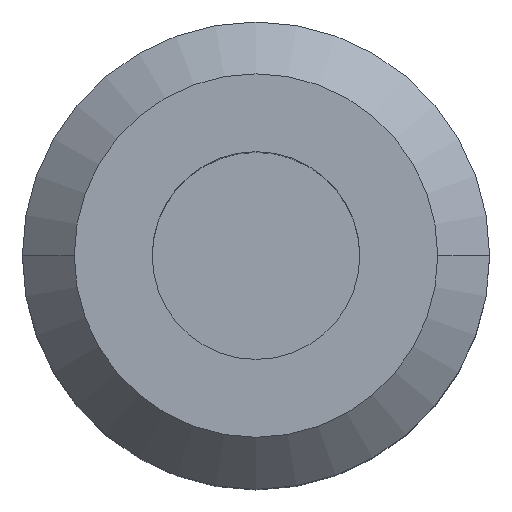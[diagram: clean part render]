
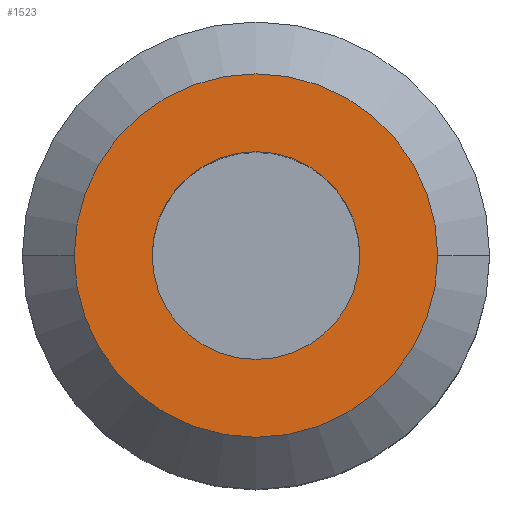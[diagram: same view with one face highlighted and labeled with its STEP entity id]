
A CAD part, top view. The second image highlights one B-rep face of the part: STEP entity #1523.
In plain terms, the highlighted planar face has unit normal (0, 0, 1).
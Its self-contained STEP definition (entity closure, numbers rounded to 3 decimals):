
#16 = AXIS2_PLACEMENT_3D ( 'NONE', #766, #422, #1252 ) ;
#22 = CARTESIAN_POINT ( 'NONE',  ( 0., 0., 101.6 ) ) ;
#57 = VERTEX_POINT ( 'NONE', #169 ) ;
#77 = CARTESIAN_POINT ( 'NONE',  ( 0., 0., 101.6 ) ) ;
#110 = EDGE_LOOP ( 'NONE', ( #1235, #516 ) ) ;
#146 = DIRECTION ( 'NONE',  ( 1., 0., 0. ) ) ;
#169 = CARTESIAN_POINT ( 'NONE',  ( 28., 0., 101.6 ) ) ;
#195 = DIRECTION ( 'NONE',  ( 1., 0., 0. ) ) ;
#218 = AXIS2_PLACEMENT_3D ( 'NONE', #22, #852, #146 ) ;
#254 = EDGE_CURVE ( 'NONE', #605, #1001, #721, .T. ) ;
#422 = DIRECTION ( 'NONE',  ( 0., 0., -1. ) ) ;
#495 = EDGE_CURVE ( 'NONE', #1001, #605, #735, .T. ) ;
#516 = ORIENTED_EDGE ( 'NONE', *, *, #254, .T. ) ;
#538 = CARTESIAN_POINT ( 'NONE',  ( 0., 0., 101.6 ) ) ;
#605 = VERTEX_POINT ( 'NONE', #1145 ) ;
#615 = CARTESIAN_POINT ( 'NONE',  ( -28., 0., 101.6 ) ) ;
#654 = DIRECTION ( 'NONE',  ( -1., 0., 0. ) ) ;
#671 = CARTESIAN_POINT ( 'NONE',  ( -16., 0., 101.6 ) ) ;
#680 = CARTESIAN_POINT ( 'NONE',  ( 0., 0., 101.6 ) ) ;
#693 = AXIS2_PLACEMENT_3D ( 'NONE', #680, #1519, #795 ) ;
#720 = ORIENTED_EDGE ( 'NONE', *, *, #892, .T. ) ;
#721 = CIRCLE ( 'NONE', #693, 16. ) ;
#729 = EDGE_LOOP ( 'NONE', ( #720, #793 ) ) ;
#735 = CIRCLE ( 'NONE', #896, 16. ) ;
#751 = CIRCLE ( 'NONE', #218, 28. ) ;
#766 = CARTESIAN_POINT ( 'NONE',  ( 0., 28., 101.6 ) ) ;
#793 = ORIENTED_EDGE ( 'NONE', *, *, #1348, .T. ) ;
#795 = DIRECTION ( 'NONE',  ( -1., 0., 0. ) ) ;
#852 = DIRECTION ( 'NONE',  ( 0., 0., 1. ) ) ;
#885 = FACE_BOUND ( 'NONE', #110, .T. ) ;
#892 = EDGE_CURVE ( 'NONE', #1320, #57, #967, .T. ) ;
#896 = AXIS2_PLACEMENT_3D ( 'NONE', #538, #1364, #654 ) ;
#907 = DIRECTION ( 'NONE',  ( 0., 0., 1. ) ) ;
#967 = CIRCLE ( 'NONE', #981, 28. ) ;
#981 = AXIS2_PLACEMENT_3D ( 'NONE', #77, #907, #195 ) ;
#1001 = VERTEX_POINT ( 'NONE', #671 ) ;
#1128 = PLANE ( 'NONE',  #16 ) ;
#1145 = CARTESIAN_POINT ( 'NONE',  ( 16., 0., 101.6 ) ) ;
#1235 = ORIENTED_EDGE ( 'NONE', *, *, #495, .T. ) ;
#1252 = DIRECTION ( 'NONE',  ( -1., 0., 0. ) ) ;
#1320 = VERTEX_POINT ( 'NONE', #615 ) ;
#1348 = EDGE_CURVE ( 'NONE', #57, #1320, #751, .T. ) ;
#1364 = DIRECTION ( 'NONE',  ( 0., 0., -1. ) ) ;
#1488 = FACE_OUTER_BOUND ( 'NONE', #729, .T. ) ;
#1519 = DIRECTION ( 'NONE',  ( 0., 0., -1. ) ) ;
#1523 = ADVANCED_FACE ( 'NONE', ( #885, #1488 ), #1128, .F. ) ;
